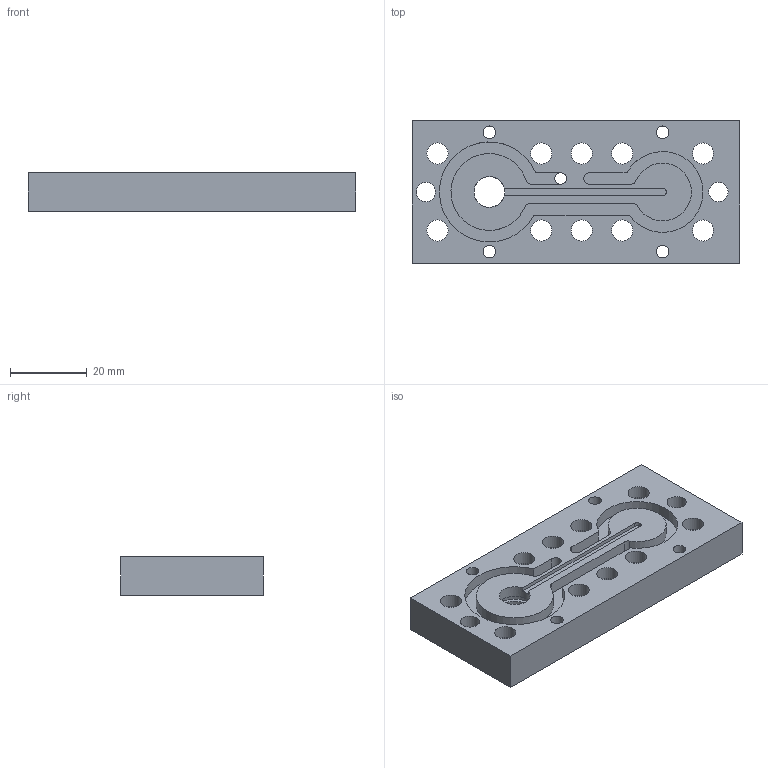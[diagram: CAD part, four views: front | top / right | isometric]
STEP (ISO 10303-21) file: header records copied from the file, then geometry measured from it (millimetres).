
FILE_DESCRIPTION(('STEP AP214'),'1');
FILE_NAME('Plaque inferieure.stp','2018-09-24T07:40:22',(' '),(' '),'Spatial InterOp 3D',' ',' ');
FILE_SCHEMA(('automotive_design'));
Length unit declared in the file: millimetre
Products named in the file (1): Plaque inferieure
Bounding box: 85 x 37 x 10 mm (x, y, z)
Volume: 23475.3 mm3; surface area: 12663.1 mm2
Topology: 1 solids, 1 shells, 68 faces, 162 edges, 108 vertices
Faces by surface type: cylinder 40, plane 28
Full cylindrical faces by diameter (mm): 3 x1, 3.3 x4, 5 x2, 5.5 x10, 8 x1, 9 x11, 11 x1
Entity records: 2472 total; most frequent: DIRECTION 350, CARTESIAN_POINT 305, ORIENTED_EDGE 260, AXIS2_PLACEMENT_3D 151, EDGE_LOOP 146, EDGE_CURVE 130, VERTEX_POINT 106, FACE_OUTER_BOUND 98
